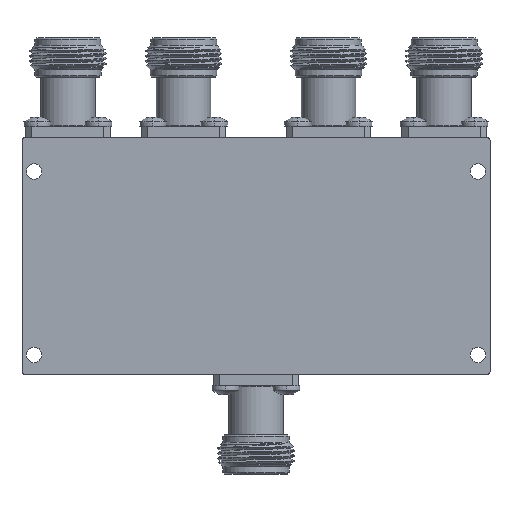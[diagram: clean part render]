
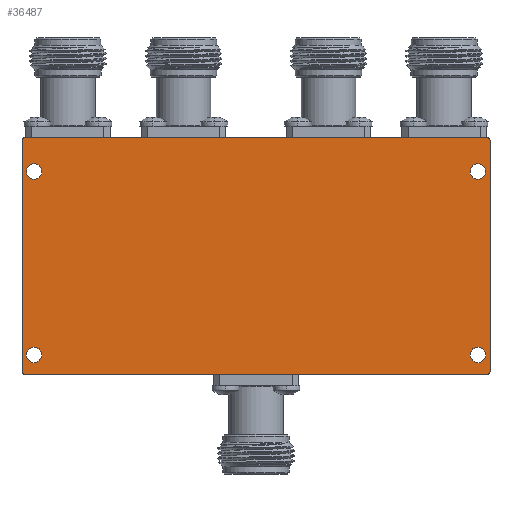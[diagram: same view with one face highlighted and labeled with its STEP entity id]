
A CAD part, front view. The second image highlights one B-rep face of the part: STEP entity #36487.
In plain terms, the highlighted planar face has unit normal (0, -1, 0).
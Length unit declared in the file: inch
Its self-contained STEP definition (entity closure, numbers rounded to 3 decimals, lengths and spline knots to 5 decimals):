
#151 = LINE ( 'NONE', #13821, #36880 ) ;
#295 = DIRECTION ( 'NONE',  ( 0., 0., 1. ) ) ;
#342 = DIRECTION ( 'NONE',  ( 1., 0., 0. ) ) ;
#896 = AXIS2_PLACEMENT_3D ( 'NONE', #25172, #11932, #39331 ) ;
#1184 = AXIS2_PLACEMENT_3D ( 'NONE', #26863, #17183, #3293 ) ;
#1210 = VERTEX_POINT ( 'NONE', #42343 ) ;
#1234 = ORIENTED_EDGE ( 'NONE', *, *, #37327, .F. ) ;
#1377 = AXIS2_PLACEMENT_3D ( 'NONE', #19293, #12564, #26265 ) ;
#1788 = ORIENTED_EDGE ( 'NONE', *, *, #41860, .T. ) ;
#2065 = VERTEX_POINT ( 'NONE', #3380 ) ;
#2449 = CIRCLE ( 'NONE', #11743, 0.02 ) ;
#2464 = DIRECTION ( 'NONE',  ( 0., 0., 1. ) ) ;
#3293 = DIRECTION ( 'NONE',  ( 0., 0., 1. ) ) ;
#3321 = AXIS2_PLACEMENT_3D ( 'NONE', #27454, #20042, #20255 ) ;
#3380 = CARTESIAN_POINT ( 'NONE',  ( 1.90945, -0.3937, 0.94457 ) ) ;
#4539 = EDGE_CURVE ( 'NONE', #19324, #26130, #14670, .T. ) ;
#4554 = CARTESIAN_POINT ( 'NONE',  ( -1.81102, -0.3937, -0.74409 ) ) ;
#5122 = EDGE_CURVE ( 'NONE', #26130, #2065, #30282, .T. ) ;
#5409 = VERTEX_POINT ( 'NONE', #28952 ) ;
#6136 = CIRCLE ( 'NONE', #1184, 0.06299 ) ;
#6154 = VECTOR ( 'NONE', #342, 39.37008 ) ;
#6245 = EDGE_LOOP ( 'NONE', ( #1788, #12122 ) ) ;
#6600 = CARTESIAN_POINT ( 'NONE',  ( -1.81102, -0.3937, -0.87008 ) ) ;
#6968 = DIRECTION ( 'NONE',  ( 0., 0., 1. ) ) ;
#8174 = VERTEX_POINT ( 'NONE', #26301 ) ;
#8199 = CARTESIAN_POINT ( 'NONE',  ( 1.81102, -0.3937, -0.74409 ) ) ;
#8525 = ORIENTED_EDGE ( 'NONE', *, *, #4539, .F. ) ;
#8582 = AXIS2_PLACEMENT_3D ( 'NONE', #25530, #10940, #21053 ) ;
#8605 = FACE_BOUND ( 'NONE', #29876, .T. ) ;
#8654 = DIRECTION ( 'NONE',  ( 0., 0., 1. ) ) ;
#9050 = FACE_BOUND ( 'NONE', #6245, .T. ) ;
#9210 = DIRECTION ( 'NONE',  ( 0., 1., 0. ) ) ;
#9406 = LINE ( 'NONE', #16352, #13827 ) ;
#9607 = CARTESIAN_POINT ( 'NONE',  ( -1.81102, -0.3937, 0.68898 ) ) ;
#9890 = ORIENTED_EDGE ( 'NONE', *, *, #12708, .F. ) ;
#9920 = AXIS2_PLACEMENT_3D ( 'NONE', #9607, #36768, #36993 ) ;
#10330 = CARTESIAN_POINT ( 'NONE',  ( 1.81102, -0.3937, 0.68898 ) ) ;
#10642 = CIRCLE ( 'NONE', #9920, 0.06299 ) ;
#10760 = VERTEX_POINT ( 'NONE', #6600 ) ;
#10940 = DIRECTION ( 'NONE',  ( 0., 1., 0. ) ) ;
#11212 = EDGE_CURVE ( 'NONE', #2065, #11925, #9406, .T. ) ;
#11239 = CIRCLE ( 'NONE', #31312, 0.06299 ) ;
#11692 = DIRECTION ( 'NONE',  ( 0., 1., 0. ) ) ;
#11743 = AXIS2_PLACEMENT_3D ( 'NONE', #17607, #31538, #14459 ) ;
#11760 = ORIENTED_EDGE ( 'NONE', *, *, #11212, .F. ) ;
#11925 = VERTEX_POINT ( 'NONE', #26534 ) ;
#11932 = DIRECTION ( 'NONE',  ( 0., 1., 0. ) ) ;
#12122 = ORIENTED_EDGE ( 'NONE', *, *, #33075, .T. ) ;
#12345 = ORIENTED_EDGE ( 'NONE', *, *, #28835, .T. ) ;
#12564 = DIRECTION ( 'NONE',  ( 0., 1., 0. ) ) ;
#12708 = EDGE_CURVE ( 'NONE', #11925, #5409, #2449, .T. ) ;
#13821 = CARTESIAN_POINT ( 'NONE',  ( -1.88945, -0.3937, -0.96457 ) ) ;
#13827 = VECTOR ( 'NONE', #23305, 39.37008 ) ;
#14144 = ORIENTED_EDGE ( 'NONE', *, *, #37308, .T. ) ;
#14459 = DIRECTION ( 'NONE',  ( 0., 0., -1. ) ) ;
#14670 = LINE ( 'NONE', #24340, #6154 ) ;
#15320 = FACE_BOUND ( 'NONE', #16387, .T. ) ;
#15365 = DIRECTION ( 'NONE',  ( 0., 0., 1. ) ) ;
#15477 = CIRCLE ( 'NONE', #22662, 0.06299 ) ;
#16179 = CIRCLE ( 'NONE', #3321, 0.02 ) ;
#16212 = DIRECTION ( 'NONE',  ( 0., 0., -1. ) ) ;
#16352 = CARTESIAN_POINT ( 'NONE',  ( 1.90945, -0.3937, 0.94457 ) ) ;
#16387 = EDGE_LOOP ( 'NONE', ( #24899, #17516 ) ) ;
#17183 = DIRECTION ( 'NONE',  ( 0., 1., 0. ) ) ;
#17516 = ORIENTED_EDGE ( 'NONE', *, *, #32968, .T. ) ;
#17607 = CARTESIAN_POINT ( 'NONE',  ( 1.88945, -0.3937, -0.94457 ) ) ;
#18725 = CARTESIAN_POINT ( 'NONE',  ( -1.81102, -0.3937, -0.80709 ) ) ;
#18816 = ORIENTED_EDGE ( 'NONE', *, *, #28633, .F. ) ;
#19293 = CARTESIAN_POINT ( 'NONE',  ( 1.81102, -0.3937, -0.80709 ) ) ;
#19324 = VERTEX_POINT ( 'NONE', #41962 ) ;
#19512 = ORIENTED_EDGE ( 'NONE', *, *, #20475, .T. ) ;
#19992 = VERTEX_POINT ( 'NONE', #22048 ) ;
#20042 = DIRECTION ( 'NONE',  ( 0., 1., 0. ) ) ;
#20255 = DIRECTION ( 'NONE',  ( 0., 0., -1. ) ) ;
#20475 = EDGE_CURVE ( 'NONE', #37041, #32888, #6136, .T. ) ;
#20869 = DIRECTION ( 'NONE',  ( 0., 1., 0. ) ) ;
#21053 = DIRECTION ( 'NONE',  ( 0., 0., -1. ) ) ;
#21083 = EDGE_LOOP ( 'NONE', ( #31583, #25520, #1234, #18816, #9890, #11760, #38309, #8525 ) ) ;
#21755 = VERTEX_POINT ( 'NONE', #37530 ) ;
#21887 = CARTESIAN_POINT ( 'NONE',  ( -1.81102, -0.3937, 0.68898 ) ) ;
#22048 = CARTESIAN_POINT ( 'NONE',  ( -1.90945, -0.3937, 0.94457 ) ) ;
#22241 = CARTESIAN_POINT ( 'NONE',  ( -1.81102, -0.3937, -0.80709 ) ) ;
#22662 = AXIS2_PLACEMENT_3D ( 'NONE', #10330, #20869, #6968 ) ;
#23068 = CARTESIAN_POINT ( 'NONE',  ( 1.81102, -0.3937, 0.62598 ) ) ;
#23305 = DIRECTION ( 'NONE',  ( 0., 0., -1. ) ) ;
#23610 = CARTESIAN_POINT ( 'NONE',  ( 1.88945, -0.3937, 0.96457 ) ) ;
#23712 = DIRECTION ( 'NONE',  ( -1., 0., 0. ) ) ;
#24036 = AXIS2_PLACEMENT_3D ( 'NONE', #26103, #35980, #16212 ) ;
#24300 = AXIS2_PLACEMENT_3D ( 'NONE', #18725, #35808, #15365 ) ;
#24340 = CARTESIAN_POINT ( 'NONE',  ( -1.88945, -0.3937, 0.96457 ) ) ;
#24691 = AXIS2_PLACEMENT_3D ( 'NONE', #21887, #39181, #8654 ) ;
#24736 = CARTESIAN_POINT ( 'NONE',  ( -1.90945, -0.3937, 0.94457 ) ) ;
#24837 = VECTOR ( 'NONE', #295, 39.37008 ) ;
#24899 = ORIENTED_EDGE ( 'NONE', *, *, #38739, .T. ) ;
#25172 = CARTESIAN_POINT ( 'NONE',  ( 1.88945, -0.3937, 0.94457 ) ) ;
#25520 = ORIENTED_EDGE ( 'NONE', *, *, #37385, .F. ) ;
#25530 = CARTESIAN_POINT ( 'NONE',  ( -1.88945, -0.3937, 0.94457 ) ) ;
#26005 = CIRCLE ( 'NONE', #37475, 0.06299 ) ;
#26103 = CARTESIAN_POINT ( 'NONE',  ( -1.88945, -0.3937, 0.94457 ) ) ;
#26130 = VERTEX_POINT ( 'NONE', #23610 ) ;
#26265 = DIRECTION ( 'NONE',  ( 0., 0., 1. ) ) ;
#26301 = CARTESIAN_POINT ( 'NONE',  ( -1.90945, -0.3937, -0.94457 ) ) ;
#26534 = CARTESIAN_POINT ( 'NONE',  ( 1.90945, -0.3937, -0.94457 ) ) ;
#26846 = CIRCLE ( 'NONE', #24691, 0.06299 ) ;
#26863 = CARTESIAN_POINT ( 'NONE',  ( 1.81102, -0.3937, 0.68898 ) ) ;
#27174 = CIRCLE ( 'NONE', #1377, 0.06299 ) ;
#27454 = CARTESIAN_POINT ( 'NONE',  ( -1.88945, -0.3937, -0.94457 ) ) ;
#27838 = EDGE_CURVE ( 'NONE', #30819, #1210, #10642, .T. ) ;
#28633 = EDGE_CURVE ( 'NONE', #5409, #34154, #151, .T. ) ;
#28669 = CIRCLE ( 'NONE', #8582, 0.02 ) ;
#28835 = EDGE_CURVE ( 'NONE', #1210, #30819, #26846, .T. ) ;
#28952 = CARTESIAN_POINT ( 'NONE',  ( 1.88945, -0.3937, -0.96457 ) ) ;
#29032 = PLANE ( 'NONE',  #24036 ) ;
#29876 = EDGE_LOOP ( 'NONE', ( #19512, #14144 ) ) ;
#30282 = CIRCLE ( 'NONE', #896, 0.02 ) ;
#30766 = CIRCLE ( 'NONE', #24300, 0.06299 ) ;
#30819 = VERTEX_POINT ( 'NONE', #33587 ) ;
#31312 = AXIS2_PLACEMENT_3D ( 'NONE', #39960, #9210, #2464 ) ;
#31502 = VERTEX_POINT ( 'NONE', #4554 ) ;
#31538 = DIRECTION ( 'NONE',  ( 0., 1., 0. ) ) ;
#31583 = ORIENTED_EDGE ( 'NONE', *, *, #34721, .F. ) ;
#32786 = CARTESIAN_POINT ( 'NONE',  ( 1.81102, -0.3937, 0.75197 ) ) ;
#32888 = VERTEX_POINT ( 'NONE', #32786 ) ;
#32968 = EDGE_CURVE ( 'NONE', #33101, #21755, #27174, .T. ) ;
#33075 = EDGE_CURVE ( 'NONE', #31502, #10760, #30766, .T. ) ;
#33101 = VERTEX_POINT ( 'NONE', #8199 ) ;
#33300 = FACE_BOUND ( 'NONE', #34650, .T. ) ;
#33587 = CARTESIAN_POINT ( 'NONE',  ( -1.81102, -0.3937, 0.75197 ) ) ;
#34154 = VERTEX_POINT ( 'NONE', #39420 ) ;
#34650 = EDGE_LOOP ( 'NONE', ( #12345, #40893 ) ) ;
#34721 = EDGE_CURVE ( 'NONE', #19992, #19324, #28669, .T. ) ;
#35808 = DIRECTION ( 'NONE',  ( 0., 1., 0. ) ) ;
#35980 = DIRECTION ( 'NONE',  ( 0., -1., 0. ) ) ;
#36487 = ADVANCED_FACE ( 'NONE', ( #8605, #15320, #42726, #9050, #33300 ), #29032, .T. ) ;
#36768 = DIRECTION ( 'NONE',  ( 0., 1., 0. ) ) ;
#36880 = VECTOR ( 'NONE', #23712, 39.37008 ) ;
#36993 = DIRECTION ( 'NONE',  ( 0., 0., 1. ) ) ;
#37041 = VERTEX_POINT ( 'NONE', #23068 ) ;
#37308 = EDGE_CURVE ( 'NONE', #32888, #37041, #15477, .T. ) ;
#37327 = EDGE_CURVE ( 'NONE', #34154, #8174, #16179, .T. ) ;
#37385 = EDGE_CURVE ( 'NONE', #8174, #19992, #41381, .T. ) ;
#37475 = AXIS2_PLACEMENT_3D ( 'NONE', #22241, #11692, #42914 ) ;
#37530 = CARTESIAN_POINT ( 'NONE',  ( 1.81102, -0.3937, -0.87008 ) ) ;
#38309 = ORIENTED_EDGE ( 'NONE', *, *, #5122, .F. ) ;
#38739 = EDGE_CURVE ( 'NONE', #21755, #33101, #11239, .T. ) ;
#39181 = DIRECTION ( 'NONE',  ( 0., 1., 0. ) ) ;
#39331 = DIRECTION ( 'NONE',  ( 0., 0., 1. ) ) ;
#39420 = CARTESIAN_POINT ( 'NONE',  ( -1.88945, -0.3937, -0.96457 ) ) ;
#39960 = CARTESIAN_POINT ( 'NONE',  ( 1.81102, -0.3937, -0.80709 ) ) ;
#40893 = ORIENTED_EDGE ( 'NONE', *, *, #27838, .T. ) ;
#41381 = LINE ( 'NONE', #24736, #24837 ) ;
#41860 = EDGE_CURVE ( 'NONE', #10760, #31502, #26005, .T. ) ;
#41962 = CARTESIAN_POINT ( 'NONE',  ( -1.88945, -0.3937, 0.96457 ) ) ;
#42343 = CARTESIAN_POINT ( 'NONE',  ( -1.81102, -0.3937, 0.62598 ) ) ;
#42726 = FACE_OUTER_BOUND ( 'NONE', #21083, .T. ) ;
#42914 = DIRECTION ( 'NONE',  ( 0., 0., 1. ) ) ;
